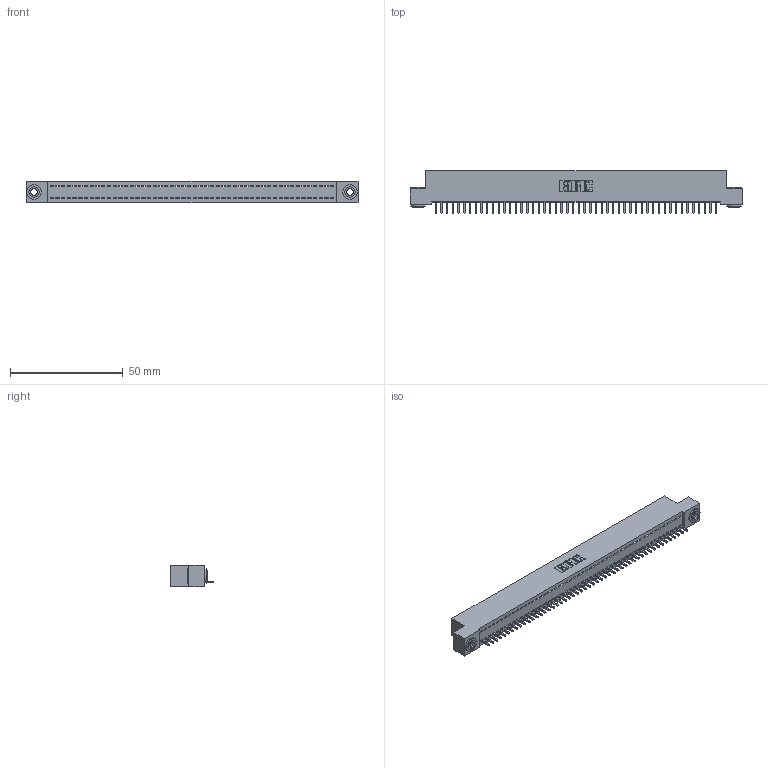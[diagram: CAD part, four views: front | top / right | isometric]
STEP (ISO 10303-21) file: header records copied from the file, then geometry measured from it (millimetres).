
FILE_DESCRIPTION (( 'STEP AP203' ), '1' );
FILE_NAME ('392-050-521-103.STEP', '2019-10-08T11:06:54', ( '' ), ( '' ), 'SwSTEP 2.0', 'SolidWorks 2016', '' );
FILE_SCHEMA (( 'CONFIG_CONTROL_DESIGN' ));
Length unit declared in the file: inch
Products named in the file (4): 342 Part_.156 TH; 345-292-001_345-293-121; 342-250-002_345-250-002-102; 392-050-521-103
Assembly tree (53 placements, depth 2):
  392-050-521-103
    342 Part_.156 TH
    345-292-001_345-293-121  x50
    342-250-002_345-250-002-102  x2
Bounding box: 147.32 x 19.06 x 9.4 mm (x, y, z)
Volume: 12827.1 mm3; surface area: 18665.4 mm2
Topology: 53 solids, 53 shells, 3048 faces, 9175 edges, 6046 vertices
Faces by surface type: plane 2176, cylinder 864, cone 8
Entity records: 30068 total; most frequent: CARTESIAN_POINT 5163, ORIENTED_EDGE 5142, DIRECTION 4373, EDGE_CURVE 2571, LINE 2419, VECTOR 2419, VERTEX_POINT 1710, AXIS2_PLACEMENT_3D 977
